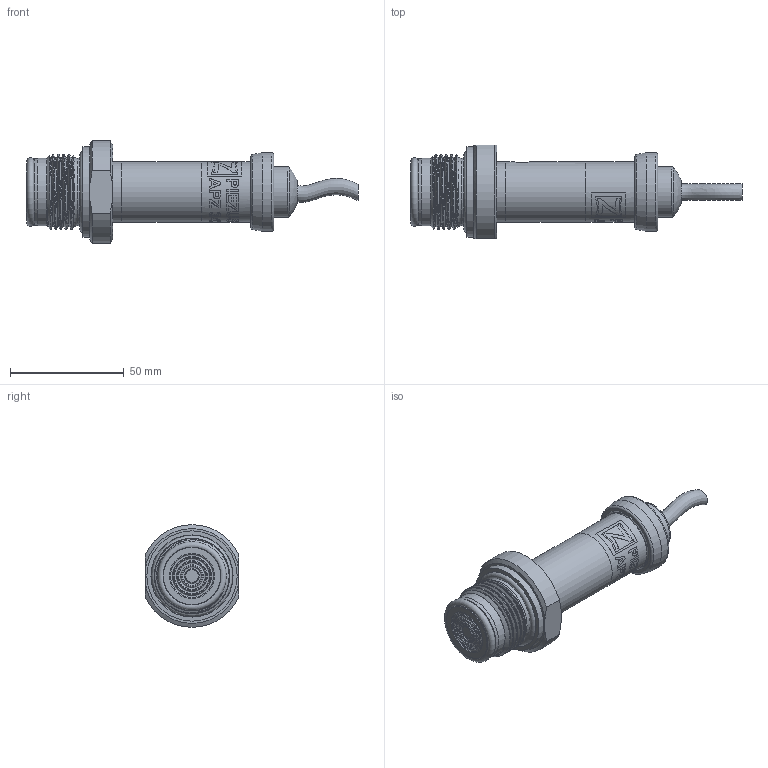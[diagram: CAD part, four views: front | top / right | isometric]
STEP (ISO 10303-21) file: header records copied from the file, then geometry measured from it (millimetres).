
FILE_DESCRIPTION(/* description */ (''),/* implementation_level */ '2;1');
FILE_NAME(/* name */ 'APZ3420s_G1-solidflush_5.step',/* time_stamp */ '2021-07-08T14:35:07+03:00',/* author */ (''),/* organization */ (''),/* preprocessor_version */ 'ST-DEVELOPER v18.1',/* originating_system */ 'Autodesk Translation Framework v10.9.0.1377',/* authorisation */ '');
FILE_SCHEMA (('AUTOMOTIVE_DESIGN { 1 0 10303 214 3 1 1 }'));
Length unit declared in the file: millimetre
Products named in the file (8): АПЗ 3420S заполненная; Stainless steel cable gland assembly; Stainless steel cable gland; Stainless steel cable gland nut; wire; shell; shell 29 ; МР00-01.266.400.125 (Full G1DIN) v2 (1)
Assembly tree (7 placements, depth 3):
  АПЗ 3420S заполненная
    Stainless steel cable gland assembly
      Stainless steel cable gland
      Stainless steel cable gland nut
      wire
    shell
    shell 29 
    МР00-01.266.400.125 (Full G1DIN) v2 (1)
Bounding box: 145.73 x 41 x 45 mm (x, y, z)
Volume: 82528.5 mm3; surface area: 25021.3 mm2
Topology: 8 solids, 8 shells, 444 faces, 1142 edges, 755 vertices
Faces by surface type: bspline 267, cylinder 75, plane 58, torus 27, cone 16, sphere 1
Full cylindrical faces by diameter (mm): 2 x2, 7.2 x1, 13 x1, 21.4 x1, 22.3 x2, 22.5 x2, 24.5 x5, 25.132 x4, 25.437 x1, 25.526 x2, 26.5 x7, 27.208 x3, 27.7 x1, 29.5 x1, 29.6 x1, 30.291 x4, 34.5 x1, 35.6 x1, 39.6 x1
Entity records: 23787 total; most frequent: CARTESIAN_POINT 14552, ORIENTED_EDGE 2284, EDGE_CURVE 1142, DIRECTION 1085, VERTEX_POINT 755, B_SPLINE_CURVE_WITH_KNOTS 598, EDGE_LOOP 493, FACE_OUTER_BOUND 444
